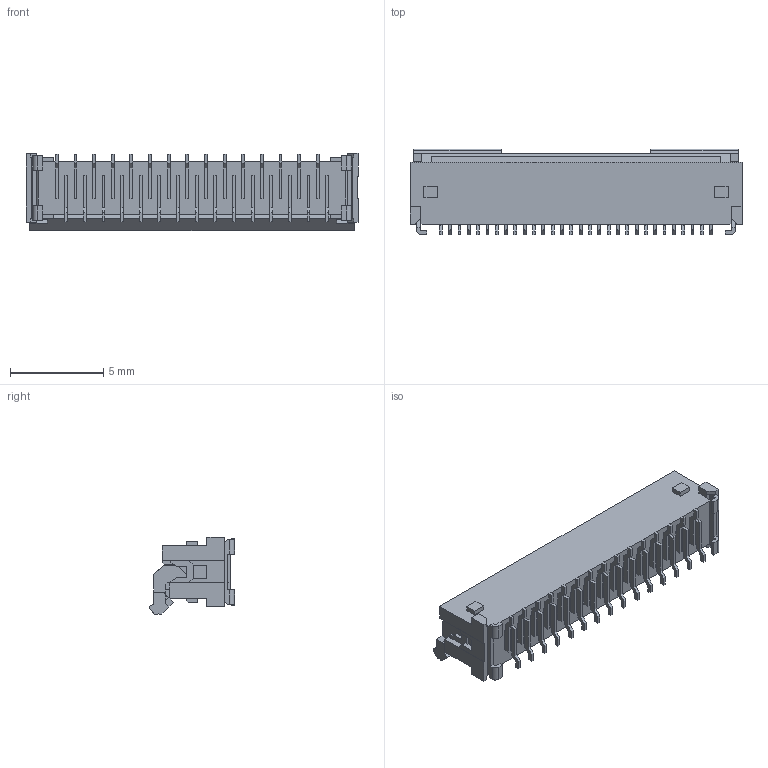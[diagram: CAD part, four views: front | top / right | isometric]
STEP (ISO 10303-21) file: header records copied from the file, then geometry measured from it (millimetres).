
FILE_DESCRIPTION((''),'2;1');
FILE_NAME('5019513030','2019-06-27T',('gga'),(''),'PRO/ENGINEER BY PARAMETRIC TECHNOLOGY CORPORATION, 2016010','PRO/ENGINEER BY PARAMETRIC TECHNOLOGY CORPORATION, 2016010','');
FILE_SCHEMA(('CONFIG_CONTROL_DESIGN'));
Length unit declared in the file: millimetre
Products named in the file (1): 5019513030
Bounding box: 17.8 x 4.6 x 4.13 mm (x, y, z)
Volume: 160.3 mm3; surface area: 520 mm2
Topology: 1 solids, 1 shells, 1050 faces, 3457 edges, 2328 vertices
Faces by surface type: plane 951, cylinder 99
Entity records: 37296 total; most frequent: CARTESIAN_POINT 6700, ORIENTED_EDGE 6642, DIRECTION 5761, EDGE_CURVE 3321, VECTOR 3255, LINE 3255, VERTEX_POINT 2192, AXIS2_PLACEMENT_3D 1253
